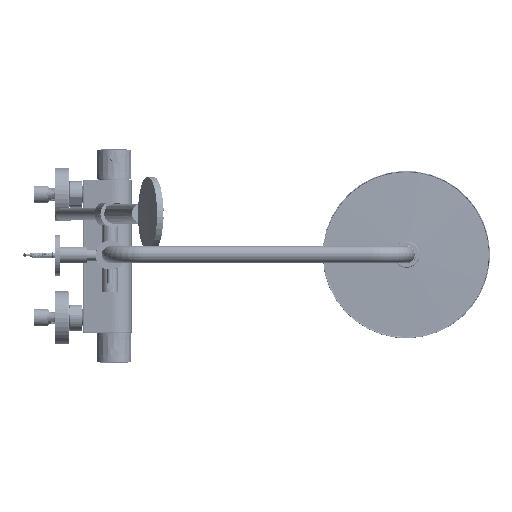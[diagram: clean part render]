
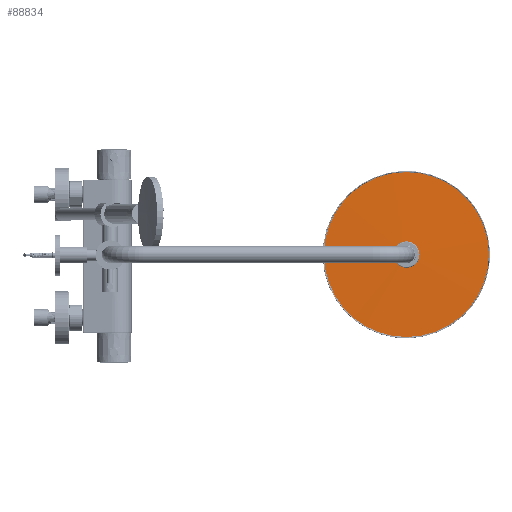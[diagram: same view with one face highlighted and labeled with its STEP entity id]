
A CAD part, top view. The second image highlights one B-rep face of the part: STEP entity #88834.
In plain terms, the highlighted spherical face has radius 3234.33 mm.
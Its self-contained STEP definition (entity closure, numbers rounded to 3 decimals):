
#1501=SPHERICAL_SURFACE('',#119523,3234.333);
#21256=ORIENTED_EDGE('',*,*,#42139,.T.);
#21257=ORIENTED_EDGE('',*,*,#42140,.T.);
#42139=EDGE_CURVE('',#53676,#53676,#61801,.T.);
#42140=EDGE_CURVE('',#53677,#53677,#61802,.T.);
#53676=VERTEX_POINT('',#164052);
#53677=VERTEX_POINT('',#164054);
#61801=CIRCLE('',#119524,14.151);
#61802=CIRCLE('',#119525,100.166);
#69450=EDGE_LOOP('',(#21256));
#69451=EDGE_LOOP('',(#21257));
#79164=FACE_BOUND('',#69450,.T.);
#79165=FACE_BOUND('',#69451,.T.);
#88834=ADVANCED_FACE('',(#79164,#79165),#1501,.T.);
#119523=AXIS2_PLACEMENT_3D('',#164050,#135983,#135984);
#119524=AXIS2_PLACEMENT_3D('',#164051,#135985,#135986);
#119525=AXIS2_PLACEMENT_3D('',#164053,#135987,#135988);
#135983=DIRECTION('',(0.,1.,0.));
#135984=DIRECTION('',(0.,0.,-1.));
#135985=DIRECTION('',(0.,0.,-1.));
#135986=DIRECTION('',(-1.,0.,0.));
#135987=DIRECTION('',(0.,0.,1.));
#135988=DIRECTION('',(1.,0.,0.));
#164050=CARTESIAN_POINT('',(0.,0.,
-3233.333));
#164051=CARTESIAN_POINT('',(0.,0.,
0.969));
#164052=CARTESIAN_POINT('',(-14.151,0.,0.969));
#164053=CARTESIAN_POINT('',(0.,0.,-0.551));
#164054=CARTESIAN_POINT('',(100.166,0.,-0.551));
